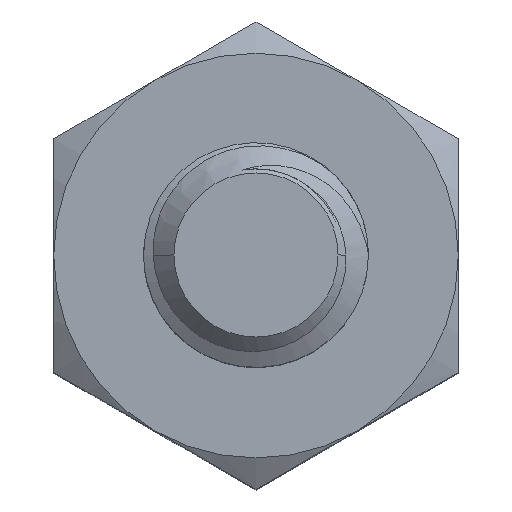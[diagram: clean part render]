
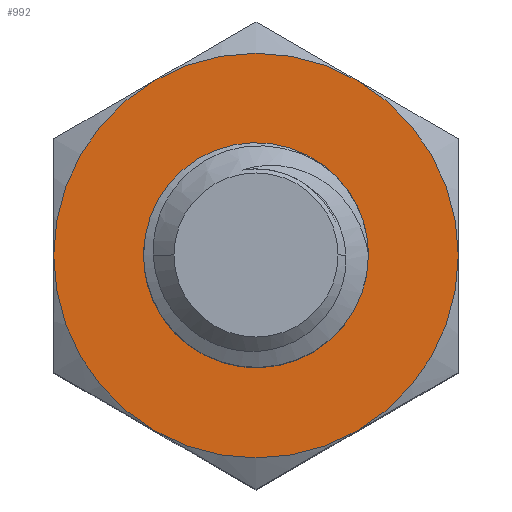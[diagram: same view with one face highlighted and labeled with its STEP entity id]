
A CAD part, top view. The second image highlights one B-rep face of the part: STEP entity #992.
In plain terms, the highlighted face is planar.
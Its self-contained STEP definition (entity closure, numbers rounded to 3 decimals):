
#25=FACE_BOUND('',#146,.T.);
#27=PLANE('',#1078);
#84=FACE_OUTER_BOUND('',#145,.T.);
#145=EDGE_LOOP('',(#748,#749,#750,#751,#752,#753));
#146=EDGE_LOOP('',(#754,#755));
#356=CIRCLE('',#1062,0.955);
#359=CIRCLE('',#1079,2.25);
#360=CIRCLE('',#1080,2.25);
#361=CIRCLE('',#1081,2.25);
#362=CIRCLE('',#1082,2.25);
#363=CIRCLE('',#1083,2.25);
#364=CIRCLE('',#1084,2.25);
#365=CIRCLE('',#1085,0.955);
#412=VERTEX_POINT('',#1640);
#413=VERTEX_POINT('',#1642);
#442=VERTEX_POINT('',#1920);
#443=VERTEX_POINT('',#1921);
#444=VERTEX_POINT('',#1923);
#445=VERTEX_POINT('',#1925);
#446=VERTEX_POINT('',#1927);
#447=VERTEX_POINT('',#1929);
#524=EDGE_CURVE('',#413,#412,#356,.T.);
#566=EDGE_CURVE('',#442,#443,#359,.T.);
#567=EDGE_CURVE('',#443,#444,#360,.T.);
#568=EDGE_CURVE('',#444,#445,#361,.T.);
#569=EDGE_CURVE('',#445,#446,#362,.T.);
#570=EDGE_CURVE('',#446,#447,#363,.T.);
#571=EDGE_CURVE('',#447,#442,#364,.T.);
#572=EDGE_CURVE('',#412,#413,#365,.T.);
#748=ORIENTED_EDGE('',*,*,#566,.T.);
#749=ORIENTED_EDGE('',*,*,#567,.T.);
#750=ORIENTED_EDGE('',*,*,#568,.T.);
#751=ORIENTED_EDGE('',*,*,#569,.T.);
#752=ORIENTED_EDGE('',*,*,#570,.T.);
#753=ORIENTED_EDGE('',*,*,#571,.T.);
#754=ORIENTED_EDGE('',*,*,#524,.T.);
#755=ORIENTED_EDGE('',*,*,#572,.T.);
#992=ADVANCED_FACE('',(#84,#25),#27,.T.);
#1062=AXIS2_PLACEMENT_3D('',#1643,#1183,#1184);
#1078=AXIS2_PLACEMENT_3D('',#1919,#1230,#1231);
#1079=AXIS2_PLACEMENT_3D('',#1922,#1232,#1233);
#1080=AXIS2_PLACEMENT_3D('',#1924,#1234,#1235);
#1081=AXIS2_PLACEMENT_3D('',#1926,#1236,#1237);
#1082=AXIS2_PLACEMENT_3D('',#1928,#1238,#1239);
#1083=AXIS2_PLACEMENT_3D('',#1930,#1240,#1241);
#1084=AXIS2_PLACEMENT_3D('',#1931,#1242,#1243);
#1085=AXIS2_PLACEMENT_3D('',#1932,#1244,#1245);
#1183=DIRECTION('center_axis',(-1.,0.,0.));
#1184=DIRECTION('ref_axis',(0.,0.,1.));
#1230=DIRECTION('center_axis',(1.,0.,0.));
#1231=DIRECTION('ref_axis',(0.,0.,-1.));
#1232=DIRECTION('center_axis',(1.,0.,0.));
#1233=DIRECTION('ref_axis',(0.,0.,-1.));
#1234=DIRECTION('center_axis',(1.,0.,0.));
#1235=DIRECTION('ref_axis',(0.,0.,-1.));
#1236=DIRECTION('center_axis',(1.,0.,0.));
#1237=DIRECTION('ref_axis',(0.,0.,-1.));
#1238=DIRECTION('center_axis',(1.,0.,0.));
#1239=DIRECTION('ref_axis',(0.,0.,-1.));
#1240=DIRECTION('center_axis',(1.,0.,0.));
#1241=DIRECTION('ref_axis',(0.,0.,-1.));
#1242=DIRECTION('center_axis',(1.,0.,0.));
#1243=DIRECTION('ref_axis',(0.,0.,-1.));
#1244=DIRECTION('center_axis',(-1.,0.,0.));
#1245=DIRECTION('ref_axis',(0.,0.,1.));
#1640=CARTESIAN_POINT('',(0.55,0.,-0.955));
#1642=CARTESIAN_POINT('',(0.55,0.,0.955));
#1643=CARTESIAN_POINT('Origin',(0.55,0.,0.));
#1919=CARTESIAN_POINT('Origin',(0.55,2.598,0.));
#1920=CARTESIAN_POINT('',(0.55,-1.949,-1.125));
#1921=CARTESIAN_POINT('',(0.55,0.,-2.25));
#1922=CARTESIAN_POINT('Origin',(0.55,0.,0.));
#1923=CARTESIAN_POINT('',(0.55,1.949,-1.125));
#1924=CARTESIAN_POINT('Origin',(0.55,0.,0.));
#1925=CARTESIAN_POINT('',(0.55,1.949,1.125));
#1926=CARTESIAN_POINT('Origin',(0.55,0.,0.));
#1927=CARTESIAN_POINT('',(0.55,0.,2.25));
#1928=CARTESIAN_POINT('Origin',(0.55,0.,0.));
#1929=CARTESIAN_POINT('',(0.55,-1.949,1.125));
#1930=CARTESIAN_POINT('Origin',(0.55,0.,0.));
#1931=CARTESIAN_POINT('Origin',(0.55,0.,0.));
#1932=CARTESIAN_POINT('Origin',(0.55,0.,0.));
